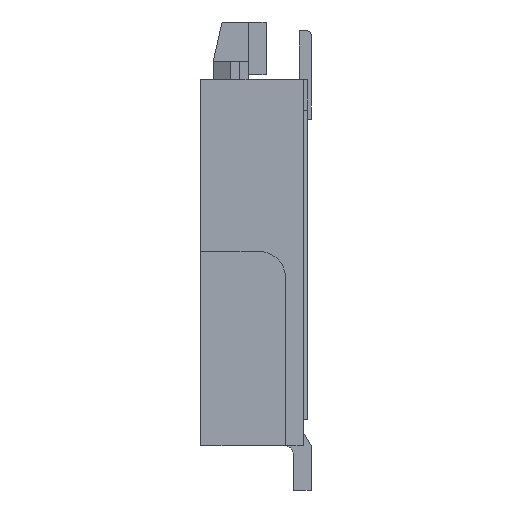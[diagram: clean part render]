
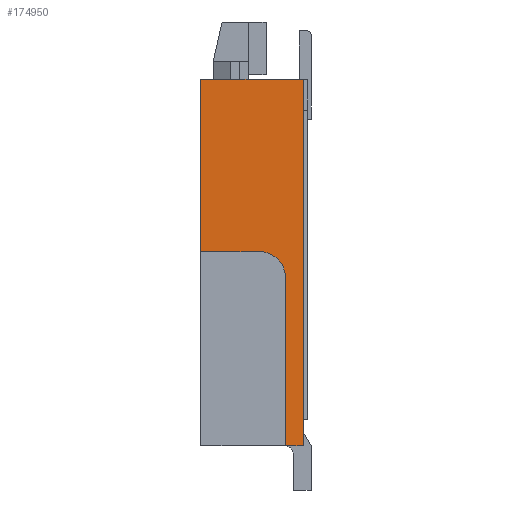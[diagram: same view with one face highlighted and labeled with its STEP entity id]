
A CAD part, left-side view. The second image highlights one B-rep face of the part: STEP entity #174950.
In plain terms, the highlighted planar face has unit normal (-1, 0, 0).
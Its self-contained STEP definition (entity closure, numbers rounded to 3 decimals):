
#118910=CARTESIAN_POINT('',(-11.525,7.307,
1.262));
#118920=DIRECTION('',(1.,0.,0.));
#118930=DIRECTION('',(0.,1.,0.));
#118940=AXIS2_PLACEMENT_3D('',#118910,#118920,#118930);
#118950=CIRCLE('',#118940,0.3);
#118960=CARTESIAN_POINT('',(-11.525,7.307,
1.562));
#118970=VERTEX_POINT('',#118960);
#118980=CARTESIAN_POINT('',(-11.525,7.007,
1.262));
#118990=VERTEX_POINT('',#118980);
#119000=EDGE_CURVE('',#118970,#118990,#118950,.T.);
#125470=CARTESIAN_POINT('',(-11.525,6.807,
3.512));
#125480=VERTEX_POINT('',#125470);
#125510=CARTESIAN_POINT('',(-11.525,6.757,
3.512));
#125520=DIRECTION('',(0.,1.,0.));
#125530=VECTOR('',#125520,1.);
#125540=LINE('',#125510,#125530);
#125550=CARTESIAN_POINT('',(-11.525,7.967,
3.512));
#125560=VERTEX_POINT('',#125550);
#125570=EDGE_CURVE('',#125480,#125560,#125540,.T.);
#173400=CARTESIAN_POINT('',(-11.525,7.007,
-0.638));
#173410=VERTEX_POINT('',#173400);
#173440=CARTESIAN_POINT('',(-11.525,6.757,
-0.638));
#173450=DIRECTION('',(0.,1.,0.));
#173460=VECTOR('',#173450,1.);
#173470=LINE('',#173440,#173460);
#173480=CARTESIAN_POINT('',(-11.525,6.807,
-0.638));
#173490=VERTEX_POINT('',#173480);
#173500=EDGE_CURVE('',#173490,#173410,#173470,.T.);
#174520=CARTESIAN_POINT('',(-11.525,7.007,
-0.638));
#174530=DIRECTION('',(0.,0.,-1.));
#174540=VECTOR('',#174530,1.);
#174550=LINE('',#174520,#174540);
#174560=EDGE_CURVE('',#118990,#173410,#174550,.T.);
#174640=CARTESIAN_POINT('',(-11.525,7.528,
1.94));
#174650=DIRECTION('',(1.,0.,0.));
#174660=DIRECTION('',(0.,1.,0.));
#174670=AXIS2_PLACEMENT_3D('',#174640,#174650,#174660);
#174680=PLANE('',#174670);
#174690=ORIENTED_EDGE('',*,*,#119000,.T.);
#174700=CARTESIAN_POINT('',(-11.525,6.757,
1.562));
#174710=DIRECTION('',(0.,1.,0.));
#174720=VECTOR('',#174710,1.);
#174730=LINE('',#174700,#174720);
#174740=CARTESIAN_POINT('',(-11.525,7.967,
1.562));
#174750=VERTEX_POINT('',#174740);
#174760=EDGE_CURVE('',#118970,#174750,#174730,.T.);
#174770=ORIENTED_EDGE('',*,*,#174760,.F.);
#174780=CARTESIAN_POINT('',(-11.525,7.967,
-0.638));
#174790=DIRECTION('',(0.,0.,1.));
#174800=VECTOR('',#174790,1.);
#174810=LINE('',#174780,#174800);
#174820=EDGE_CURVE('',#174750,#125560,#174810,.T.);
#174830=ORIENTED_EDGE('',*,*,#174820,.F.);
#174840=ORIENTED_EDGE('',*,*,#125570,.T.);
#174850=CARTESIAN_POINT('',(-11.525,6.807,
-0.638));
#174860=DIRECTION('',(0.,0.,1.));
#174870=VECTOR('',#174860,1.);
#174880=LINE('',#174850,#174870);
#174890=EDGE_CURVE('',#173490,#125480,#174880,.T.);
#174900=ORIENTED_EDGE('',*,*,#174890,.T.);
#174910=ORIENTED_EDGE('',*,*,#173500,.F.);
#174920=ORIENTED_EDGE('',*,*,#174560,.T.);
#174930=EDGE_LOOP('',(#174920,#174910,#174900,#174840,#174830,#174770,
#174690));
#174940=FACE_OUTER_BOUND('',#174930,.T.);
#174950=ADVANCED_FACE('',(#174940),#174680,.F.);
